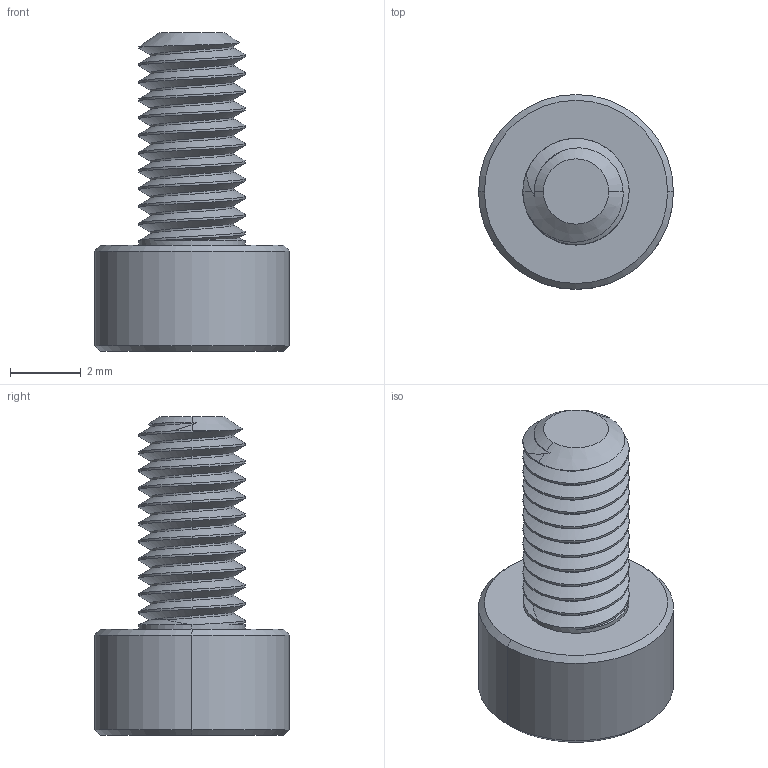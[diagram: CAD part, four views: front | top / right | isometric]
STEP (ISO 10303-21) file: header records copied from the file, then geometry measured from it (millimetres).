
FILE_DESCRIPTION (( 'STEP AP203' ), '1' );
FILE_NAME ('1702-0032-0001 screw (M3 x 6mm).STEP', '2017-04-13T13:18:36', ( '' ), ( '' ), 'SwSTEP 2.0', 'SolidWorks 2016', '' );
FILE_SCHEMA (( 'CONFIG_CONTROL_DESIGN' ));
Length unit declared in the file: millimetre
Products named in the file (1): 1702-0032-0001 screw (M3 x 6mm)
Bounding box: 5.5 x 5.5 x 9 mm (x, y, z)
Volume: 94.3 mm3; surface area: 194.7 mm2
Topology: 1 solids, 1 shells, 79 faces, 206 edges, 131 vertices
Faces by surface type: cylinder 50, cone 17, plane 10, bspline 2
Entity records: 3690 total; most frequent: CARTESIAN_POINT 1968, ORIENTED_EDGE 412, DIRECTION 283, EDGE_CURVE 206, VERTEX_POINT 131, AXIS2_PLACEMENT_3D 106, EDGE_LOOP 81, ADVANCED_FACE 79
